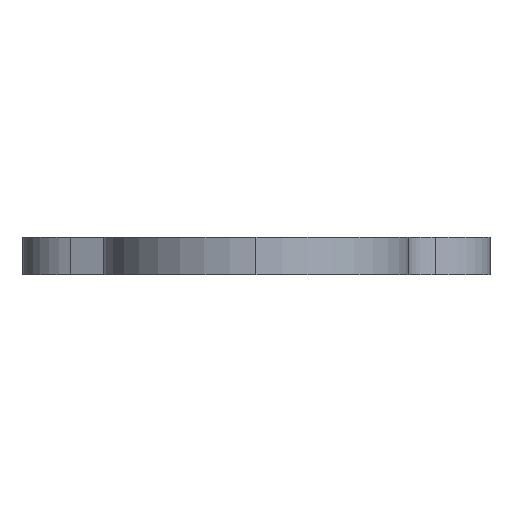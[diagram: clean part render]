
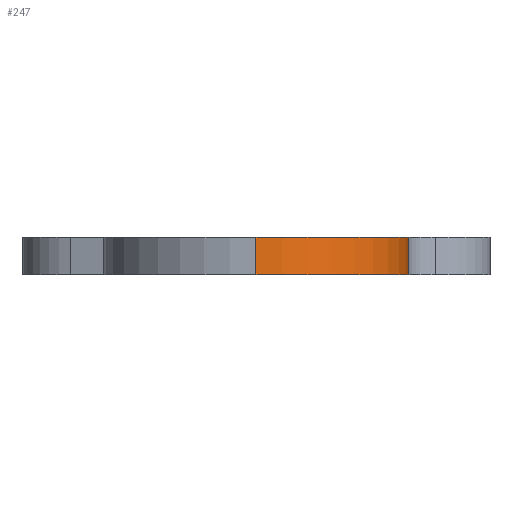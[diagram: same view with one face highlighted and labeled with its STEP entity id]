
A CAD part, left-side view. The second image highlights one B-rep face of the part: STEP entity #247.
In plain terms, the highlighted cylindrical face has radius 13 mm (diameter 26 mm), a partial arc.
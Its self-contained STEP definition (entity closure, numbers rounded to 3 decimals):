
#112 = AXIS2_PLACEMENT_3D ( 'NONE', #750, #758, #760 ) ;
#165 = VECTOR ( 'NONE', #484, 1000. ) ;
#166 = AXIS2_PLACEMENT_3D ( 'NONE', #487, #497, #498 ) ;
#168 = VECTOR ( 'NONE', #490, 1000. ) ;
#196 = CIRCLE ( 'NONE', #166, 13. ) ;
#223 = CIRCLE ( 'NONE', #469, 13. ) ;
#247 = ADVANCED_FACE ( 'NONE', ( #376 ), #380, .T. ) ;
#295 = EDGE_CURVE ( 'NONE', #741, #745, #482, .T. ) ;
#297 = EDGE_CURVE ( 'NONE', #743, #745, #223, .T. ) ;
#298 = EDGE_CURVE ( 'NONE', #739, #743, #488, .T. ) ;
#301 = EDGE_CURVE ( 'NONE', #739, #741, #196, .T. ) ;
#376 = FACE_OUTER_BOUND ( 'NONE', #840, .T. ) ;
#380 = CYLINDRICAL_SURFACE ( 'NONE', #112, 13. ) ;
#469 = AXIS2_PLACEMENT_3D ( 'NONE', #478, #485, #486 ) ;
#478 = CARTESIAN_POINT ( 'NONE',  ( -87., 0., -1.6 ) ) ;
#482 = LINE ( 'NONE', #483, #165 ) ;
#483 = CARTESIAN_POINT ( 'NONE',  ( -87., -13., 1.6 ) ) ;
#484 = DIRECTION ( 'NONE',  ( 0., 0., -1. ) ) ;
#485 = DIRECTION ( 'NONE',  ( 0., 0., 1. ) ) ;
#486 = DIRECTION ( 'NONE',  ( -1., 0., 0. ) ) ;
#487 = CARTESIAN_POINT ( 'NONE',  ( -87., 0., 1.6 ) ) ;
#488 = LINE ( 'NONE', #489, #168 ) ;
#489 = CARTESIAN_POINT ( 'NONE',  ( -100., 0., 1.6 ) ) ;
#490 = DIRECTION ( 'NONE',  ( 0., 0., -1. ) ) ;
#497 = DIRECTION ( 'NONE',  ( 0., 0., 1. ) ) ;
#498 = DIRECTION ( 'NONE',  ( -1., 0., 0. ) ) ;
#551 = ORIENTED_EDGE ( 'NONE', *, *, #301, .F. ) ;
#552 = ORIENTED_EDGE ( 'NONE', *, *, #297, .T. ) ;
#553 = ORIENTED_EDGE ( 'NONE', *, *, #298, .T. ) ;
#554 = ORIENTED_EDGE ( 'NONE', *, *, #295, .F. ) ;
#640 = CARTESIAN_POINT ( 'NONE',  ( -100., 0., 1.6 ) ) ;
#641 = CARTESIAN_POINT ( 'NONE',  ( -87., -13., 1.6 ) ) ;
#642 = CARTESIAN_POINT ( 'NONE',  ( -100., 0., -1.6 ) ) ;
#643 = CARTESIAN_POINT ( 'NONE',  ( -87., -13., -1.6 ) ) ;
#739 = VERTEX_POINT ( 'NONE', #640 ) ;
#741 = VERTEX_POINT ( 'NONE', #641 ) ;
#743 = VERTEX_POINT ( 'NONE', #642 ) ;
#745 = VERTEX_POINT ( 'NONE', #643 ) ;
#750 = CARTESIAN_POINT ( 'NONE',  ( -87., 0., 1.6 ) ) ;
#758 = DIRECTION ( 'NONE',  ( 0., 0., -1. ) ) ;
#760 = DIRECTION ( 'NONE',  ( -1., 0., 0. ) ) ;
#840 = EDGE_LOOP ( 'NONE', ( #551, #553, #552, #554 ) ) ;
